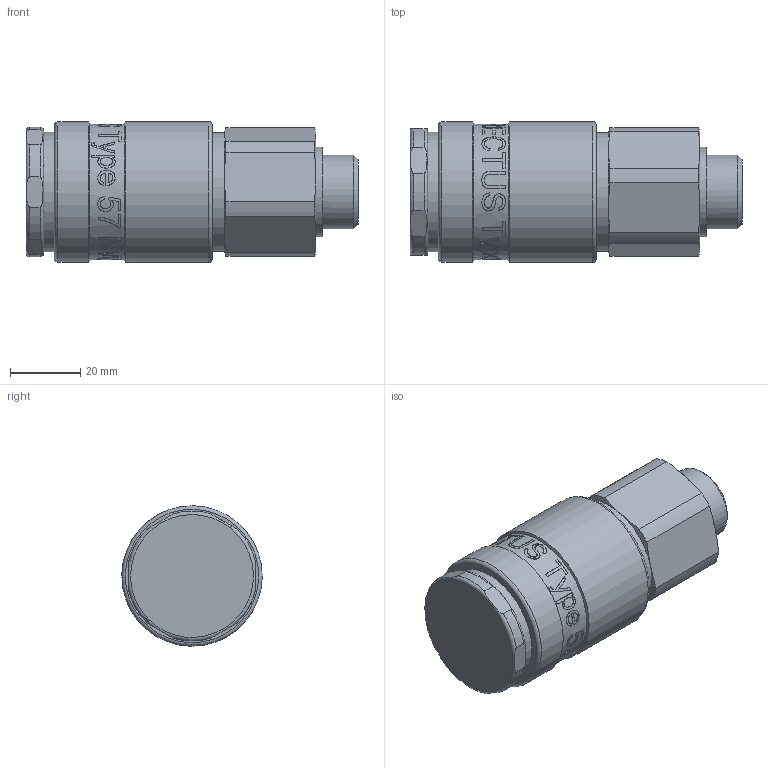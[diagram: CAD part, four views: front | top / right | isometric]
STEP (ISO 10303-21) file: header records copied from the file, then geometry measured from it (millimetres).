
FILE_DESCRIPTION((''),'2;1');
FILE_NAME('57kbaw21bpn.stp','2013-08-05T11:20:51',('IA176480'),(''),'Autodesk Inventor 2013','Autodesk Inventor 2013','');
FILE_SCHEMA(('AUTOMOTIVE_DESIGN { 1 0 10303 214 1 1 1 1 }'));
Length unit declared in the file: millimetre
Products named in the file (1): D107552
Bounding box: 94.55 x 40 x 40 mm (x, y, z)
Volume: 94494 mm3; surface area: 19142.6 mm2
Topology: 1 solids, 1 shells, 493 faces, 1317 edges, 871 vertices
Faces by surface type: bspline 209, plane 199, cylinder 64, cone 17, torus 4
Full cylindrical faces by diameter (mm): 20.955 x1, 25.5 x1, 31.242 x2, 34 x2, 34.2 x1, 34.6 x1, 38.5 x1, 40 x2
Entity records: 66454 total; most frequent: CARTESIAN_POINT 55470, ORIENTED_EDGE 2574, DIRECTION 1411, EDGE_CURVE 1287, VERTEX_POINT 863, B_SPLINE_CURVE_WITH_KNOTS 593, EDGE_LOOP 558, VECTOR 497
